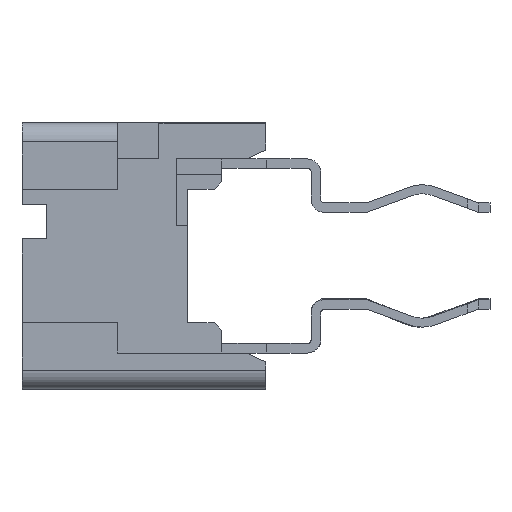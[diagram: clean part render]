
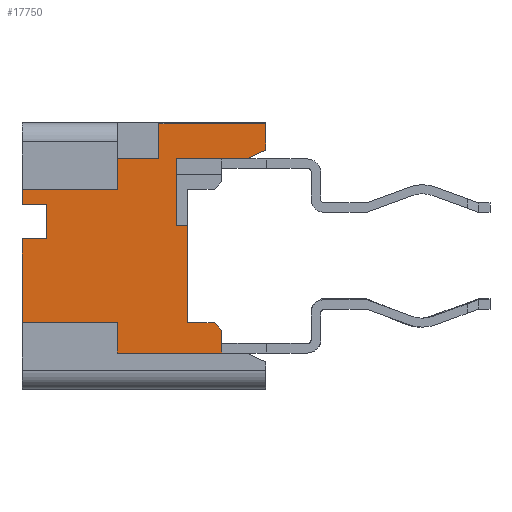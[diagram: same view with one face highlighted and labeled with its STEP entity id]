
A CAD part, left-side view. The second image highlights one B-rep face of the part: STEP entity #17750.
In plain terms, the highlighted planar face has unit normal (-1, 0, 0).
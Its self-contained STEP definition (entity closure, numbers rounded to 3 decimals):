
#27=DIRECTION('',(0.,0.,-1.));
#28=VECTOR('',#27,0.694);
#29=CARTESIAN_POINT('',(-11.065,0.,3.477));
#30=LINE('',#29,#28);
#89=DIRECTION('',(0.,1.,0.));
#90=VECTOR('',#89,0.7);
#91=CARTESIAN_POINT('',(-11.065,1.35,-1.75));
#92=LINE('',#91,#90);
#225=DIRECTION('',(0.,0.,1.));
#226=VECTOR('',#225,0.927);
#227=CARTESIAN_POINT('',(-11.065,2.8,2.55));
#228=LINE('',#227,#226);
#229=DIRECTION('',(0.,-1.,0.));
#230=VECTOR('',#229,2.8);
#231=CARTESIAN_POINT('',(-11.065,2.8,3.477));
#232=LINE('',#231,#230);
#233=DIRECTION('',(0.,0.,-1.));
#234=VECTOR('',#233,1.75);
#235=CARTESIAN_POINT('',(-11.065,2.35,2.55));
#236=LINE('',#235,#234);
#237=DIRECTION('',(0.,1.,0.));
#238=VECTOR('',#237,0.3);
#239=CARTESIAN_POINT('',(-11.065,2.05,0.8));
#240=LINE('',#239,#238);
#241=DIRECTION('',(0.,0.,-1.));
#242=VECTOR('',#241,2.55);
#243=CARTESIAN_POINT('',(-11.065,2.05,0.8));
#244=LINE('',#243,#242);
#245=DIRECTION('',(0.,-1.,0.));
#246=VECTOR('',#245,2.75);
#247=CARTESIAN_POINT('',(-11.065,3.9,-2.55));
#248=LINE('',#247,#246);
#249=DIRECTION('',(0.,0.,-1.));
#250=VECTOR('',#249,0.8);
#251=CARTESIAN_POINT('',(-11.065,3.9,-1.75));
#252=LINE('',#251,#250);
#253=DIRECTION('',(0.,1.,0.));
#254=VECTOR('',#253,2.5);
#255=CARTESIAN_POINT('',(-11.065,3.9,-1.75));
#256=LINE('',#255,#254);
#257=DIRECTION('',(0.,-1.,0.));
#258=VECTOR('',#257,0.65);
#259=CARTESIAN_POINT('',(-11.065,6.4,0.45));
#260=LINE('',#259,#258);
#261=DIRECTION('',(0.,0.,-1.));
#262=VECTOR('',#261,0.9);
#263=CARTESIAN_POINT('',(-11.065,5.75,1.35));
#264=LINE('',#263,#262);
#265=DIRECTION('',(0.,-1.,0.));
#266=VECTOR('',#265,0.65);
#267=CARTESIAN_POINT('',(-11.065,6.4,1.35));
#268=LINE('',#267,#266);
#269=DIRECTION('',(0.,-1.,0.));
#270=VECTOR('',#269,1.1);
#271=CARTESIAN_POINT('',(-11.065,3.9,2.55));
#272=LINE('',#271,#270);
#312=DIRECTION('',(0.,0.,-1.));
#313=VECTOR('',#312,0.8);
#314=CARTESIAN_POINT('',(-11.065,3.9,2.55));
#315=LINE('',#314,#313);
#596=DIRECTION('',(0.,0.,-1.));
#597=VECTOR('',#596,0.6);
#598=CARTESIAN_POINT('',(-11.065,1.15,-1.95));
#599=LINE('',#598,#597);
#788=DIRECTION('',(0.,-0.707,-0.707));
#789=VECTOR('',#788,0.283);
#790=CARTESIAN_POINT('',(-11.065,1.35,-1.75));
#791=LINE('',#790,#789);
#2471=DIRECTION('',(0.,1.,0.));
#2472=VECTOR('',#2471,2.5);
#2473=CARTESIAN_POINT('',(-11.065,3.9,1.75));
#2474=LINE('',#2473,#2472);
#2655=DIRECTION('',(0.,1.,0.));
#2656=VECTOR('',#2655,1.85);
#2657=CARTESIAN_POINT('',(-11.065,0.5,2.55));
#2658=LINE('',#2657,#2656);
#3591=DIRECTION('',(0.,0.906,-0.423));
#3592=VECTOR('',#3591,0.552);
#3593=CARTESIAN_POINT('',(-11.065,0.,2.783));
#3594=LINE('',#3593,#3592);
#3647=DIRECTION('',(0.,0.,1.));
#3648=VECTOR('',#3647,2.2);
#3649=CARTESIAN_POINT('',(-11.065,6.4,-1.75));
#3650=LINE('',#3649,#3648);
#3739=DIRECTION('',(0.,0.,1.));
#3740=VECTOR('',#3739,0.4);
#3741=CARTESIAN_POINT('',(-11.065,6.4,1.35));
#3742=LINE('',#3741,#3740);
#13289=CARTESIAN_POINT('',(-11.065,6.4,-1.75));
#13290=VERTEX_POINT('',#13289);
#13291=CARTESIAN_POINT('',(-11.065,6.4,1.75));
#13293=VERTEX_POINT('',#13291);
#13313=CARTESIAN_POINT('',(-11.065,6.4,0.45));
#13315=VERTEX_POINT('',#13313);
#13317=CARTESIAN_POINT('',(-11.065,6.4,1.35));
#13318=CARTESIAN_POINT('',(-11.065,5.75,1.35));
#13319=VERTEX_POINT('',#13317);
#13320=VERTEX_POINT('',#13318);
#13321=CARTESIAN_POINT('',(-11.065,5.75,0.45));
#13322=VERTEX_POINT('',#13321);
#13435=CARTESIAN_POINT('',(-11.065,3.9,-1.75));
#13436=VERTEX_POINT('',#13435);
#13437=CARTESIAN_POINT('',(-11.065,3.9,-2.55));
#13438=VERTEX_POINT('',#13437);
#13571=CARTESIAN_POINT('',(-11.065,2.05,0.8));
#13572=CARTESIAN_POINT('',(-11.065,2.05,-1.75));
#13573=VERTEX_POINT('',#13571);
#13574=VERTEX_POINT('',#13572);
#13833=CARTESIAN_POINT('',(-11.065,0.,3.477));
#13834=CARTESIAN_POINT('',(-11.065,0.,2.783));
#13835=VERTEX_POINT('',#13833);
#13836=VERTEX_POINT('',#13834);
#13865=CARTESIAN_POINT('',(-11.065,2.35,0.8));
#13866=VERTEX_POINT('',#13865);
#13873=CARTESIAN_POINT('',(-11.065,1.35,-1.75));
#13874=VERTEX_POINT('',#13873);
#13875=CARTESIAN_POINT('',(-11.065,1.15,-1.95));
#13876=VERTEX_POINT('',#13875);
#13877=CARTESIAN_POINT('',(-11.065,1.15,-2.55));
#13878=VERTEX_POINT('',#13877);
#13967=CARTESIAN_POINT('',(-11.065,3.9,2.55));
#13968=VERTEX_POINT('',#13967);
#13969=CARTESIAN_POINT('',(-11.065,2.8,2.55));
#13970=VERTEX_POINT('',#13969);
#13972=CARTESIAN_POINT('',(-11.065,3.9,1.75));
#13974=VERTEX_POINT('',#13972);
#13975=CARTESIAN_POINT('',(-11.065,0.5,2.55));
#13976=VERTEX_POINT('',#13975);
#13977=CARTESIAN_POINT('',(-11.065,2.35,2.55));
#13978=VERTEX_POINT('',#13977);
#13979=CARTESIAN_POINT('',(-11.065,2.8,3.477));
#13980=VERTEX_POINT('',#13979);
#17703=CARTESIAN_POINT('',(-11.065,0.,-1.75));
#17704=DIRECTION('',(-1.,0.,0.));
#17705=DIRECTION('',(0.,0.,1.));
#17706=AXIS2_PLACEMENT_3D('',#17703,#17704,#17705);
#17707=PLANE('',#17706);
#17709=ORIENTED_EDGE('',*,*,#17708,.T.);
#17711=ORIENTED_EDGE('',*,*,#17710,.T.);
#17712=ORIENTED_EDGE('',*,*,#17478,.T.);
#17714=ORIENTED_EDGE('',*,*,#17713,.T.);
#17716=ORIENTED_EDGE('',*,*,#17715,.T.);
#17718=ORIENTED_EDGE('',*,*,#17717,.T.);
#17720=ORIENTED_EDGE('',*,*,#17719,.F.);
#17722=ORIENTED_EDGE('',*,*,#17721,.T.);
#17723=ORIENTED_EDGE('',*,*,#17568,.F.);
#17725=ORIENTED_EDGE('',*,*,#17724,.T.);
#17727=ORIENTED_EDGE('',*,*,#17726,.T.);
#17729=ORIENTED_EDGE('',*,*,#17728,.F.);
#17730=ORIENTED_EDGE('',*,*,#17522,.F.);
#17731=ORIENTED_EDGE('',*,*,#17534,.T.);
#17733=ORIENTED_EDGE('',*,*,#17732,.T.);
#17735=ORIENTED_EDGE('',*,*,#17734,.T.);
#17737=ORIENTED_EDGE('',*,*,#17736,.F.);
#17739=ORIENTED_EDGE('',*,*,#17738,.F.);
#17741=ORIENTED_EDGE('',*,*,#17740,.T.);
#17743=ORIENTED_EDGE('',*,*,#17742,.F.);
#17745=ORIENTED_EDGE('',*,*,#17744,.F.);
#17747=ORIENTED_EDGE('',*,*,#17746,.T.);
#17748=EDGE_LOOP('',(#17709,#17711,#17712,#17714,#17716,#17718,#17720,#17722,
#17723,#17725,#17727,#17729,#17730,#17731,#17733,#17735,#17737,#17739,#17741,
#17743,#17745,#17747));
#17749=FACE_OUTER_BOUND('',#17748,.F.);
#17750=ADVANCED_FACE('',(#17749),#17707,.T.);
#17478=EDGE_CURVE('',#13835,#13836,#30,.T.);
#17522=EDGE_CURVE('',#13436,#13438,#252,.T.);
#17534=EDGE_CURVE('',#13436,#13290,#256,.T.);
#17568=EDGE_CURVE('',#13874,#13574,#92,.T.);
#17708=EDGE_CURVE('',#13970,#13980,#228,.T.);
#17710=EDGE_CURVE('',#13980,#13835,#232,.T.);
#17713=EDGE_CURVE('',#13836,#13976,#3594,.T.);
#17715=EDGE_CURVE('',#13976,#13978,#2658,.T.);
#17717=EDGE_CURVE('',#13978,#13866,#236,.T.);
#17719=EDGE_CURVE('',#13573,#13866,#240,.T.);
#17721=EDGE_CURVE('',#13573,#13574,#244,.T.);
#17724=EDGE_CURVE('',#13874,#13876,#791,.T.);
#17726=EDGE_CURVE('',#13876,#13878,#599,.T.);
#17728=EDGE_CURVE('',#13438,#13878,#248,.T.);
#17732=EDGE_CURVE('',#13290,#13315,#3650,.T.);
#17734=EDGE_CURVE('',#13315,#13322,#260,.T.);
#17736=EDGE_CURVE('',#13320,#13322,#264,.T.);
#17738=EDGE_CURVE('',#13319,#13320,#268,.T.);
#17740=EDGE_CURVE('',#13319,#13293,#3742,.T.);
#17742=EDGE_CURVE('',#13974,#13293,#2474,.T.);
#17744=EDGE_CURVE('',#13968,#13974,#315,.T.);
#17746=EDGE_CURVE('',#13968,#13970,#272,.T.);
